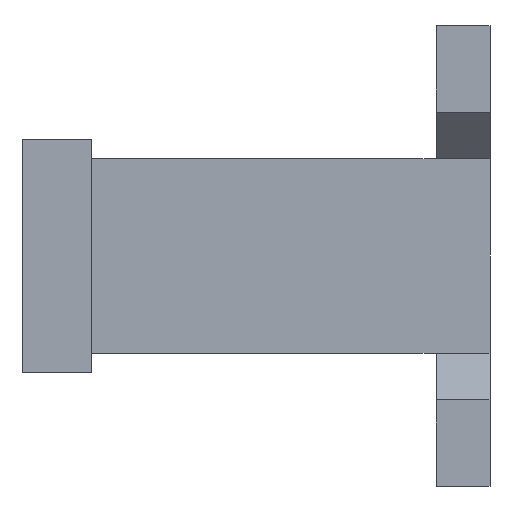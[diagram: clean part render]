
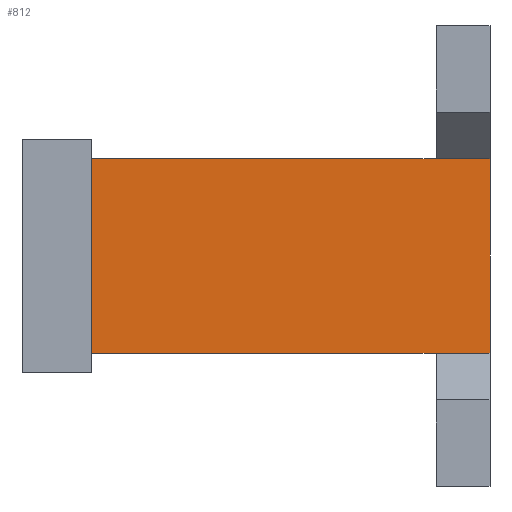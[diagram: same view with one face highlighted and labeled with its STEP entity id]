
A CAD part, left-side view. The second image highlights one B-rep face of the part: STEP entity #812.
In plain terms, the highlighted planar face has unit normal (-1, 0, 0).
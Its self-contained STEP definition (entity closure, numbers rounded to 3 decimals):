
#107=FACE_OUTER_BOUND('',#155,.T.);
#155=EDGE_LOOP('',(#702,#703,#704,#705,#706,#707));
#175=LINE('',#1168,#256);
#206=LINE('',#1299,#287);
#216=LINE('',#1319,#297);
#233=LINE('',#1352,#314);
#242=LINE('',#1371,#323);
#243=LINE('',#1372,#324);
#256=VECTOR('',#930,54.);
#287=VECTOR('',#1069,15.);
#297=VECTOR('',#1085,15.);
#314=VECTOR('',#1112,15.);
#323=VECTOR('',#1131,54.);
#324=VECTOR('',#1132,15.);
#335=VERTEX_POINT('',#1165);
#336=VERTEX_POINT('',#1167);
#382=VERTEX_POINT('',#1297);
#389=VERTEX_POINT('',#1317);
#400=VERTEX_POINT('',#1351);
#405=VERTEX_POINT('',#1370);
#415=EDGE_CURVE('',#335,#336,#175,.T.);
#478=EDGE_CURVE('',#335,#382,#206,.T.);
#488=EDGE_CURVE('',#382,#389,#216,.T.);
#505=EDGE_CURVE('',#336,#400,#233,.T.);
#514=EDGE_CURVE('',#389,#405,#242,.T.);
#515=EDGE_CURVE('',#400,#405,#243,.T.);
#702=ORIENTED_EDGE('',*,*,#505,.F.);
#703=ORIENTED_EDGE('',*,*,#415,.F.);
#704=ORIENTED_EDGE('',*,*,#478,.T.);
#705=ORIENTED_EDGE('',*,*,#488,.T.);
#706=ORIENTED_EDGE('',*,*,#514,.T.);
#707=ORIENTED_EDGE('',*,*,#515,.F.);
#769=PLANE('',#907);
#812=ADVANCED_FACE('',(#107),#769,.F.);
#907=AXIS2_PLACEMENT_3D('',#1369,#1129,#1130);
#930=DIRECTION('',(0.,0.,1.));
#1069=DIRECTION('',(0.,-1.,0.));
#1085=DIRECTION('',(0.,-1.,0.));
#1112=DIRECTION('',(0.,-1.,0.));
#1129=DIRECTION('center_axis',(1.,0.,0.));
#1130=DIRECTION('ref_axis',(0.,0.,-1.));
#1131=DIRECTION('',(0.,0.,1.));
#1132=DIRECTION('',(0.,-1.,0.));
#1165=CARTESIAN_POINT('',(0.,110.881,-27.));
#1167=CARTESIAN_POINT('',(0.,110.881,27.));
#1168=CARTESIAN_POINT('',(0.,110.881,-27.));
#1297=CARTESIAN_POINT('',(0.,15.,-27.));
#1299=CARTESIAN_POINT('',(0.,15.,-27.));
#1317=CARTESIAN_POINT('',(0.,0.,-27.));
#1319=CARTESIAN_POINT('',(0.,15.,-27.));
#1351=CARTESIAN_POINT('',(0.,15.,27.));
#1352=CARTESIAN_POINT('',(0.,15.,27.));
#1369=CARTESIAN_POINT('Origin',(0.,15.,27.));
#1370=CARTESIAN_POINT('',(0.,0.,27.));
#1371=CARTESIAN_POINT('',(0.,0.,-27.));
#1372=CARTESIAN_POINT('',(0.,15.,27.));
